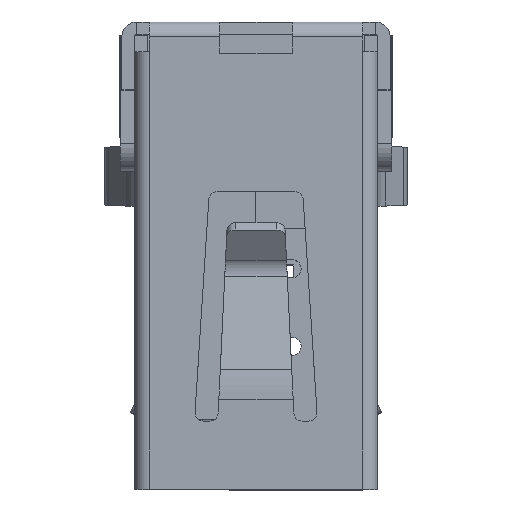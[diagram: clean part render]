
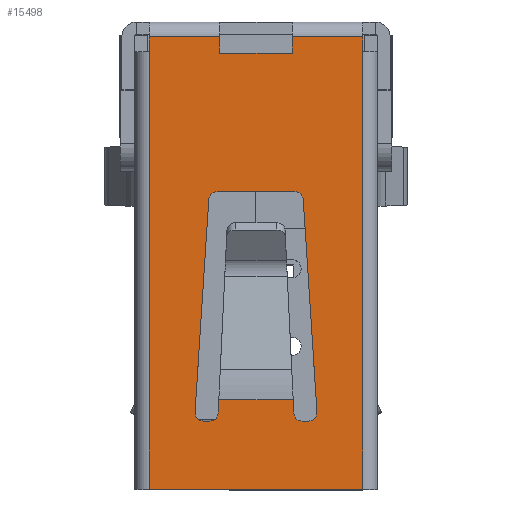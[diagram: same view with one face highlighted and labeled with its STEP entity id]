
A CAD part, top view. The second image highlights one B-rep face of the part: STEP entity #15498.
In plain terms, the highlighted planar face has unit normal (0, 0, 1).
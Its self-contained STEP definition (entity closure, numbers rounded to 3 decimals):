
#466=PLANE('',#16351);
#1677=LINE('',#22986,#3401);
#1678=LINE('',#22989,#3402);
#1679=LINE('',#22991,#3403);
#1680=LINE('',#22995,#3404);
#1681=LINE('',#22999,#3405);
#1682=LINE('',#23003,#3406);
#1683=LINE('',#23007,#3407);
#1684=LINE('',#23011,#3408);
#1685=LINE('',#23014,#3409);
#1686=LINE('',#23017,#3410);
#1687=LINE('',#23019,#3411);
#1688=LINE('',#23021,#3412);
#1689=LINE('',#23023,#3413);
#1690=LINE('',#23025,#3414);
#1691=LINE('',#23027,#3415);
#1692=LINE('',#23029,#3416);
#1693=LINE('',#23031,#3417);
#1694=LINE('',#23033,#3418);
#3401=VECTOR('',#18897,1000.);
#3402=VECTOR('',#18898,1000.);
#3403=VECTOR('',#18899,1000.);
#3404=VECTOR('',#18902,1000.);
#3405=VECTOR('',#18905,1000.);
#3406=VECTOR('',#18908,1000.);
#3407=VECTOR('',#18911,1000.);
#3408=VECTOR('',#18914,1000.);
#3409=VECTOR('',#18917,1000.);
#3410=VECTOR('',#18918,1000.);
#3411=VECTOR('',#18919,1000.);
#3412=VECTOR('',#18920,1000.);
#3413=VECTOR('',#18921,1000.);
#3414=VECTOR('',#18922,1000.);
#3415=VECTOR('',#18923,1000.);
#3416=VECTOR('',#18924,1000.);
#3417=VECTOR('',#18925,1000.);
#3418=VECTOR('',#18926,1000.);
#6285=ORIENTED_EDGE('',*,*,#9361,.T.);
#6286=ORIENTED_EDGE('',*,*,#9362,.F.);
#6287=ORIENTED_EDGE('',*,*,#9363,.T.);
#6288=ORIENTED_EDGE('',*,*,#9364,.T.);
#6289=ORIENTED_EDGE('',*,*,#9365,.T.);
#6290=ORIENTED_EDGE('',*,*,#9366,.T.);
#6291=ORIENTED_EDGE('',*,*,#9367,.T.);
#6292=ORIENTED_EDGE('',*,*,#9368,.T.);
#6293=ORIENTED_EDGE('',*,*,#9369,.T.);
#6294=ORIENTED_EDGE('',*,*,#9370,.T.);
#6295=ORIENTED_EDGE('',*,*,#9371,.T.);
#6296=ORIENTED_EDGE('',*,*,#9372,.T.);
#6297=ORIENTED_EDGE('',*,*,#9373,.T.);
#6298=ORIENTED_EDGE('',*,*,#9374,.T.);
#6299=ORIENTED_EDGE('',*,*,#9375,.T.);
#6300=ORIENTED_EDGE('',*,*,#9376,.T.);
#6301=ORIENTED_EDGE('',*,*,#9377,.T.);
#6302=ORIENTED_EDGE('',*,*,#9378,.T.);
#6303=ORIENTED_EDGE('',*,*,#9379,.T.);
#6304=ORIENTED_EDGE('',*,*,#9380,.T.);
#6305=ORIENTED_EDGE('',*,*,#9381,.T.);
#6306=ORIENTED_EDGE('',*,*,#9382,.F.);
#6307=ORIENTED_EDGE('',*,*,#9383,.F.);
#6308=ORIENTED_EDGE('',*,*,#9384,.F.);
#9361=EDGE_CURVE('',#11055,#11056,#1677,.T.);
#9362=EDGE_CURVE('',#11057,#11056,#1678,.T.);
#9363=EDGE_CURVE('',#11057,#11058,#1679,.T.);
#9364=EDGE_CURVE('',#11058,#11059,#11783,.F.);
#9365=EDGE_CURVE('',#11059,#11060,#1680,.T.);
#9366=EDGE_CURVE('',#11060,#11061,#11784,.F.);
#9367=EDGE_CURVE('',#11061,#11062,#1681,.T.);
#9368=EDGE_CURVE('',#11062,#11063,#11785,.F.);
#9369=EDGE_CURVE('',#11063,#11064,#1682,.T.);
#9370=EDGE_CURVE('',#11064,#11065,#11786,.F.);
#9371=EDGE_CURVE('',#11065,#11066,#1683,.T.);
#9372=EDGE_CURVE('',#11066,#11067,#11787,.F.);
#9373=EDGE_CURVE('',#11067,#11068,#1684,.T.);
#9374=EDGE_CURVE('',#11068,#11055,#11788,.F.);
#9375=EDGE_CURVE('',#11069,#11070,#1685,.T.);
#9376=EDGE_CURVE('',#11070,#11071,#1686,.T.);
#9377=EDGE_CURVE('',#11071,#11072,#1687,.T.);
#9378=EDGE_CURVE('',#11072,#11073,#1688,.T.);
#9379=EDGE_CURVE('',#11073,#11074,#1689,.T.);
#9380=EDGE_CURVE('',#11074,#11075,#1690,.T.);
#9381=EDGE_CURVE('',#11075,#11076,#1691,.F.);
#9382=EDGE_CURVE('',#11077,#11076,#1692,.F.);
#9383=EDGE_CURVE('',#11078,#11077,#1693,.T.);
#9384=EDGE_CURVE('',#11069,#11078,#1694,.T.);
#11055=VERTEX_POINT('',#22987);
#11056=VERTEX_POINT('',#22988);
#11057=VERTEX_POINT('',#22990);
#11058=VERTEX_POINT('',#22992);
#11059=VERTEX_POINT('',#22994);
#11060=VERTEX_POINT('',#22996);
#11061=VERTEX_POINT('',#22998);
#11062=VERTEX_POINT('',#23000);
#11063=VERTEX_POINT('',#23002);
#11064=VERTEX_POINT('',#23004);
#11065=VERTEX_POINT('',#23006);
#11066=VERTEX_POINT('',#23008);
#11067=VERTEX_POINT('',#23010);
#11068=VERTEX_POINT('',#23012);
#11069=VERTEX_POINT('',#23015);
#11070=VERTEX_POINT('',#23016);
#11071=VERTEX_POINT('',#23018);
#11072=VERTEX_POINT('',#23020);
#11073=VERTEX_POINT('',#23022);
#11074=VERTEX_POINT('',#23024);
#11075=VERTEX_POINT('',#23026);
#11076=VERTEX_POINT('',#23028);
#11077=VERTEX_POINT('',#23030);
#11078=VERTEX_POINT('',#23032);
#11783=CIRCLE('',#16352,0.2);
#11784=CIRCLE('',#16353,0.2);
#11785=CIRCLE('',#16354,0.2);
#11786=CIRCLE('',#16355,0.2);
#11787=CIRCLE('',#16356,0.2);
#11788=CIRCLE('',#16357,0.2);
#12306=EDGE_LOOP('',(#6285,#6286,#6287,#6288,#6289,#6290,#6291,#6292,#6293,
#6294,#6295,#6296,#6297,#6298));
#12307=EDGE_LOOP('',(#6299,#6300,#6301,#6302,#6303,#6304,#6305,#6306,#6307,
#6308));
#13046=FACE_BOUND('',#12306,.T.);
#13047=FACE_BOUND('',#12307,.T.);
#15498=ADVANCED_FACE('',(#13046,#13047),#466,.T.);
#16351=AXIS2_PLACEMENT_3D('',#22985,#18895,#18896);
#16352=AXIS2_PLACEMENT_3D('',#22993,#18900,#18901);
#16353=AXIS2_PLACEMENT_3D('',#22997,#18903,#18904);
#16354=AXIS2_PLACEMENT_3D('',#23001,#18906,#18907);
#16355=AXIS2_PLACEMENT_3D('',#23005,#18909,#18910);
#16356=AXIS2_PLACEMENT_3D('',#23009,#18912,#18913);
#16357=AXIS2_PLACEMENT_3D('',#23013,#18915,#18916);
#18895=DIRECTION('',(0.,0.,1.));
#18896=DIRECTION('',(1.,0.,0.));
#18897=DIRECTION('',(-0.048,0.999,0.));
#18898=DIRECTION('',(1.,0.,0.));
#18899=DIRECTION('',(-0.048,-0.999,0.));
#18900=DIRECTION('',(0.,0.,1.));
#18901=DIRECTION('',(1.,0.,0.));
#18902=DIRECTION('',(-1.,0.,0.));
#18903=DIRECTION('',(0.,0.,1.));
#18904=DIRECTION('',(1.,0.,0.));
#18905=DIRECTION('',(0.065,0.998,0.));
#18906=DIRECTION('',(0.,0.,1.));
#18907=DIRECTION('',(1.,0.,0.));
#18908=DIRECTION('',(1.,0.,0.));
#18909=DIRECTION('',(0.,0.,1.));
#18910=DIRECTION('',(1.,0.,0.));
#18911=DIRECTION('',(0.065,-0.998,0.));
#18912=DIRECTION('',(0.,0.,1.));
#18913=DIRECTION('',(1.,0.,0.));
#18914=DIRECTION('',(-1.,0.,0.));
#18915=DIRECTION('',(0.,0.,1.));
#18916=DIRECTION('',(1.,0.,0.));
#18917=DIRECTION('',(-1.,0.,0.));
#18918=DIRECTION('',(0.,-1.,0.));
#18919=DIRECTION('',(-1.,0.,0.));
#18920=DIRECTION('',(0.,1.,0.));
#18921=DIRECTION('',(-1.,0.,0.));
#18922=DIRECTION('',(0.,-1.,0.));
#18923=DIRECTION('',(0.,1.,0.));
#18924=DIRECTION('',(1.,0.,0.));
#18925=DIRECTION('',(0.,-1.,0.));
#18926=DIRECTION('',(0.,-1.,0.));
#22985=CARTESIAN_POINT('',(-2.56,5.15,6.55));
#22986=CARTESIAN_POINT('',(0.9,-3.55,6.55));
#22987=CARTESIAN_POINT('',(0.891,-3.36,6.55));
#22988=CARTESIAN_POINT('',(0.876,-3.05,6.55));
#22989=CARTESIAN_POINT('',(-0.9,-3.05,6.55));
#22990=CARTESIAN_POINT('',(-0.876,-3.05,6.55));
#22991=CARTESIAN_POINT('',(-0.675,1.123,6.55));
#22992=CARTESIAN_POINT('',(-0.891,-3.36,6.55));
#22993=CARTESIAN_POINT('',(-1.091,-3.35,6.55));
#22994=CARTESIAN_POINT('',(-1.091,-3.55,6.55));
#22995=CARTESIAN_POINT('',(1.45,-3.55,6.55));
#22996=CARTESIAN_POINT('',(-1.237,-3.55,6.55));
#22997=CARTESIAN_POINT('',(-1.237,-3.35,6.55));
#22998=CARTESIAN_POINT('',(-1.436,-3.337,6.55));
#22999=CARTESIAN_POINT('',(-1.45,-3.55,6.55));
#23000=CARTESIAN_POINT('',(-1.112,1.663,6.55));
#23001=CARTESIAN_POINT('',(-0.913,1.65,6.55));
#23002=CARTESIAN_POINT('',(-0.913,1.85,6.55));
#23003=CARTESIAN_POINT('',(-1.1,1.85,6.55));
#23004=CARTESIAN_POINT('',(0.913,1.85,6.55));
#23005=CARTESIAN_POINT('',(0.913,1.65,6.55));
#23006=CARTESIAN_POINT('',(1.112,1.663,6.55));
#23007=CARTESIAN_POINT('',(1.1,1.85,6.55));
#23008=CARTESIAN_POINT('',(1.436,-3.337,6.55));
#23009=CARTESIAN_POINT('',(1.237,-3.35,6.55));
#23010=CARTESIAN_POINT('',(1.237,-3.55,6.55));
#23011=CARTESIAN_POINT('',(1.45,-3.55,6.55));
#23012=CARTESIAN_POINT('',(1.091,-3.55,6.55));
#23013=CARTESIAN_POINT('',(1.091,-3.35,6.55));
#23014=CARTESIAN_POINT('',(2.51,5.5,6.55));
#23015=CARTESIAN_POINT('',(2.51,5.5,6.55));
#23016=CARTESIAN_POINT('',(0.85,5.5,6.55));
#23017=CARTESIAN_POINT('',(0.85,6.117,6.55));
#23018=CARTESIAN_POINT('',(0.85,5.117,6.55));
#23019=CARTESIAN_POINT('',(0.85,5.117,6.55));
#23020=CARTESIAN_POINT('',(-0.85,5.117,6.55));
#23021=CARTESIAN_POINT('',(-0.85,5.117,6.55));
#23022=CARTESIAN_POINT('',(-0.85,5.5,6.55));
#23023=CARTESIAN_POINT('',(2.51,5.5,6.55));
#23024=CARTESIAN_POINT('',(-2.51,5.5,6.55));
#23025=CARTESIAN_POINT('',(-2.51,5.5,6.55));
#23026=CARTESIAN_POINT('',(-2.51,5.15,6.55));
#23027=CARTESIAN_POINT('',(-2.51,5.15,6.55));
#23028=CARTESIAN_POINT('',(-2.51,-5.15,6.55));
#23029=CARTESIAN_POINT('',(-2.56,-5.15,6.55));
#23030=CARTESIAN_POINT('',(2.51,-5.15,6.55));
#23031=CARTESIAN_POINT('',(2.51,5.15,6.55));
#23032=CARTESIAN_POINT('',(2.51,5.15,6.55));
#23033=CARTESIAN_POINT('',(2.51,5.5,6.55));
